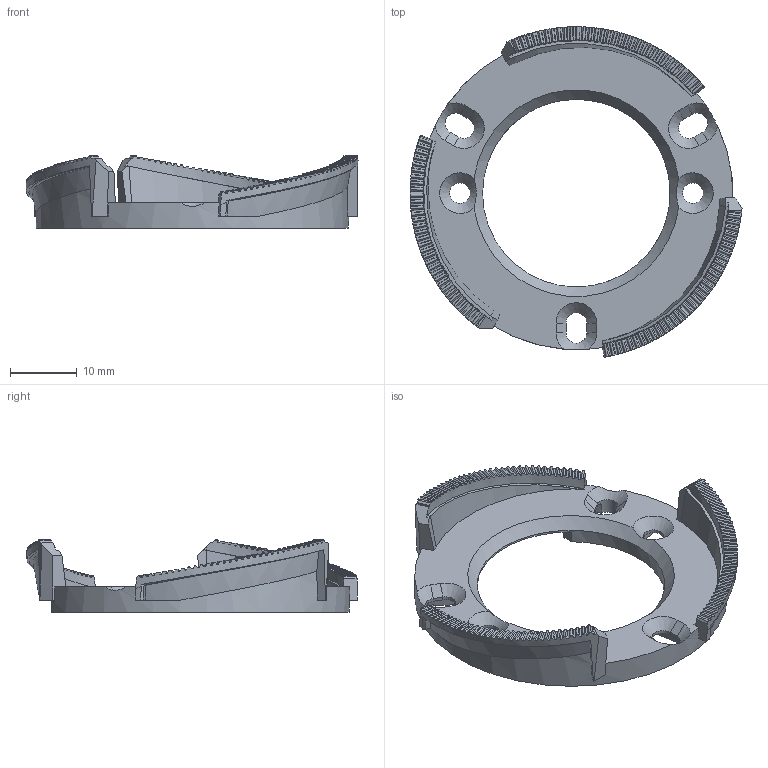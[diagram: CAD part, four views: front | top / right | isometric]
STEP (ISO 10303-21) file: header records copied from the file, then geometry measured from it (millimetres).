
FILE_DESCRIPTION(('STEP AP214'),'1');
FILE_NAME('Base zoom V5 Molex.stp','2017-10-25T06:11:45',(' '),(' '),'Spatial InterOp 3D',' ',' ');
FILE_SCHEMA(('AUTOMOTIVE_DESIGN { 1 0 10303 214 1 1 1 1 }'));
Length unit declared in the file: millimetre
Products named in the file (1): Base zoom V5 Molex
Bounding box: 49.86 x 49.62 x 10.85 mm (x, y, z)
Volume: 3313.7 mm3; surface area: 4615.3 mm2
Topology: 1 solids, 1 shells, 611 faces, 1768 edges, 1159 vertices
Faces by surface type: plane 275, cylinder 257, bspline 29, torus 26, cone 15, extrusion 6, revolution 3
Full cylindrical faces by diameter (mm): 3.1 x2, 28.2 x1
Entity records: 28396 total; most frequent: CARTESIAN_POINT 9444, ORIENTED_EDGE 3514, DIRECTION 2050, EDGE_CURVE 1757, VERTEX_POINT 1154, B_SPLINE_CURVE_WITH_KNOTS 1017, AXIS2_PLACEMENT_3D 721, EDGE_LOOP 629
